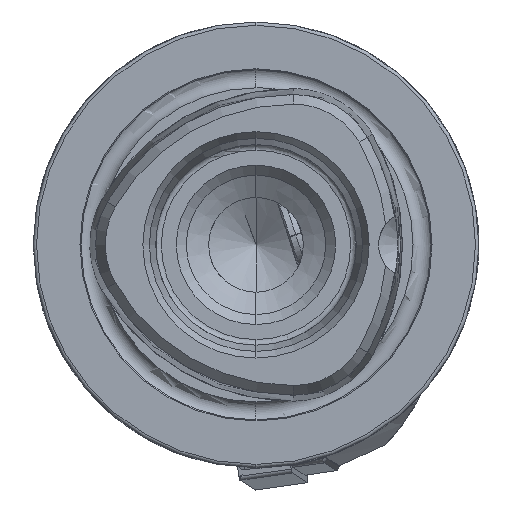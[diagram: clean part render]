
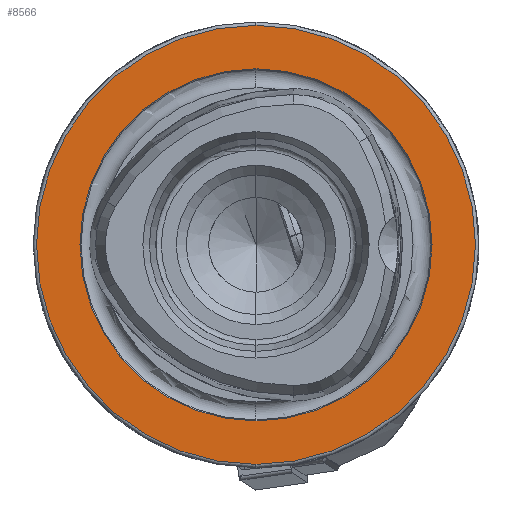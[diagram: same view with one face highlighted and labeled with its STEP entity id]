
A CAD part, left-side view. The second image highlights one B-rep face of the part: STEP entity #8566.
In plain terms, the highlighted planar face has unit normal (-1, 0, 0).
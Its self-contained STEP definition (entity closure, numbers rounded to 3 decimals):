
#78 = AXIS2_PLACEMENT_3D ( 'NONE', #11105, #11106, #11107 ) ;
#88 = AXIS2_PLACEMENT_3D ( 'NONE', #3545, #3546, #3547 ) ;
#718 = CARTESIAN_POINT ( 'NONE',  ( 0., 0., 19.7 ) ) ;
#1764 = VERTEX_POINT ( 'NONE', #718 ) ;
#1888 = EDGE_LOOP ( 'NONE', ( #2118, #6314 ) ) ;
#2111 = ORIENTED_EDGE ( 'NONE', *, *, #10531, .T. ) ;
#2118 = ORIENTED_EDGE ( 'NONE', *, *, #5237, .F. ) ;
#2246 = CARTESIAN_POINT ( 'NONE',  ( 0., 0., 0. ) ) ;
#2255 = DIRECTION ( 'NONE',  ( 0., 0., 1. ) ) ;
#2262 = DIRECTION ( 'NONE',  ( -1., 0., 0. ) ) ;
#3545 = CARTESIAN_POINT ( 'NONE',  ( 0., 0., 0. ) ) ;
#3546 = DIRECTION ( 'NONE',  ( -1., 0., 0. ) ) ;
#3547 = DIRECTION ( 'NONE',  ( 0., 0., 1. ) ) ;
#4085 = AXIS2_PLACEMENT_3D ( 'NONE', #12208, #12216, #12217 ) ;
#5090 = EDGE_CURVE ( 'NONE', #9305, #1764, #5410, .T. ) ;
#5237 = EDGE_CURVE ( 'NONE', #9279, #9298, #7680, .T. ) ;
#5410 = CIRCLE ( 'NONE', #8162, 19.7 ) ;
#5894 = FACE_BOUND ( 'NONE', #1888, .T. ) ;
#5955 = FACE_OUTER_BOUND ( 'NONE', #10950, .T. ) ;
#6292 = ORIENTED_EDGE ( 'NONE', *, *, #5090, .T. ) ;
#6314 = ORIENTED_EDGE ( 'NONE', *, *, #10597, .F. ) ;
#6588 = CIRCLE ( 'NONE', #88, 19.7 ) ;
#6650 = CIRCLE ( 'NONE', #78, 15.8 ) ;
#7366 = CARTESIAN_POINT ( 'NONE',  ( 0., 0., 0. ) ) ;
#7520 = DIRECTION ( 'NONE',  ( 0., 0., 1. ) ) ;
#7577 = DIRECTION ( 'NONE',  ( -1., 0., 0. ) ) ;
#7680 = CIRCLE ( 'NONE', #8127, 15.8 ) ;
#8127 = AXIS2_PLACEMENT_3D ( 'NONE', #7366, #7577, #7520 ) ;
#8162 = AXIS2_PLACEMENT_3D ( 'NONE', #2246, #2262, #2255 ) ;
#8566 = ADVANCED_FACE ( 'NONE', ( #5894, #5955 ), #12214, .F. ) ;
#9279 = VERTEX_POINT ( 'NONE', #12509 ) ;
#9298 = VERTEX_POINT ( 'NONE', #12528 ) ;
#9305 = VERTEX_POINT ( 'NONE', #12535 ) ;
#10531 = EDGE_CURVE ( 'NONE', #1764, #9305, #6588, .T. ) ;
#10597 = EDGE_CURVE ( 'NONE', #9298, #9279, #6650, .T. ) ;
#10950 = EDGE_LOOP ( 'NONE', ( #2111, #6292 ) ) ;
#11105 = CARTESIAN_POINT ( 'NONE',  ( 0., 0., 0. ) ) ;
#11106 = DIRECTION ( 'NONE',  ( -1., 0., 0. ) ) ;
#11107 = DIRECTION ( 'NONE',  ( 0., 0., 1. ) ) ;
#12208 = CARTESIAN_POINT ( 'NONE',  ( 0., 15.8, 0. ) ) ;
#12214 = PLANE ( 'NONE',  #4085 ) ;
#12216 = DIRECTION ( 'NONE',  ( 1., 0., 0. ) ) ;
#12217 = DIRECTION ( 'NONE',  ( 0., 0., -1. ) ) ;
#12509 = CARTESIAN_POINT ( 'NONE',  ( 0., 0., 15.8 ) ) ;
#12528 = CARTESIAN_POINT ( 'NONE',  ( 0., 0., -15.8 ) ) ;
#12535 = CARTESIAN_POINT ( 'NONE',  ( 0., 0., -19.7 ) ) ;
